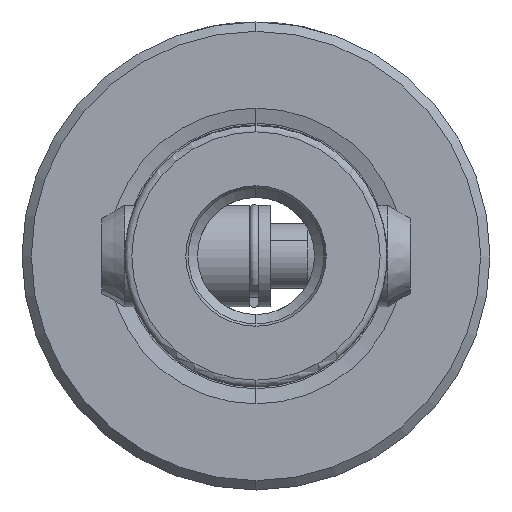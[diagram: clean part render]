
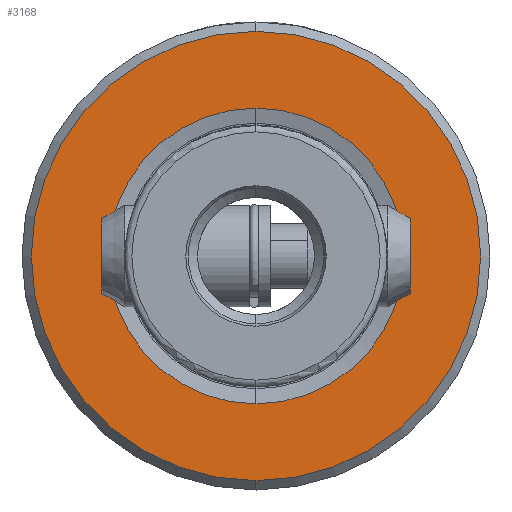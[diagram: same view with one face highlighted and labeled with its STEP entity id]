
A CAD part, left-side view. The second image highlights one B-rep face of the part: STEP entity #3168.
In plain terms, the highlighted face is planar.
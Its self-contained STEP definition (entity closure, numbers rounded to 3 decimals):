
#346 = DIRECTION ( 'NONE',  ( 1., 0., 0. ) ) ;
#532 = AXIS2_PLACEMENT_3D ( 'NONE', #3735, #4913, #346 ) ;
#781 = CARTESIAN_POINT ( 'NONE',  ( 0., 0., 90. ) ) ;
#850 = VERTEX_POINT ( 'NONE', #1963 ) ;
#1024 = EDGE_CURVE ( 'NONE', #3471, #850, #1766, .T. ) ;
#1191 = ORIENTED_EDGE ( 'NONE', *, *, #4572, .T. ) ;
#1201 = CARTESIAN_POINT ( 'NONE',  ( -15.795, 0., 90. ) ) ;
#1766 = CIRCLE ( 'NONE', #4727, 24. ) ;
#1794 = VERTEX_POINT ( 'NONE', #1201 ) ;
#1843 = AXIS2_PLACEMENT_3D ( 'NONE', #4563, #3474, #2360 ) ;
#1936 = DIRECTION ( 'NONE',  ( 0., 0., 1. ) ) ;
#1963 = CARTESIAN_POINT ( 'NONE',  ( -24., 0., 90. ) ) ;
#2047 = DIRECTION ( 'NONE',  ( 1., 0., 0. ) ) ;
#2192 = CARTESIAN_POINT ( 'NONE',  ( 15.795, 0., 90. ) ) ;
#2194 = AXIS2_PLACEMENT_3D ( 'NONE', #781, #4610, #4562 ) ;
#2360 = DIRECTION ( 'NONE',  ( 1., 0., 0. ) ) ;
#2490 = EDGE_LOOP ( 'NONE', ( #1191, #4780 ) ) ;
#2664 = EDGE_CURVE ( 'NONE', #1794, #4046, #4248, .T. ) ;
#2721 = ORIENTED_EDGE ( 'NONE', *, *, #3651, .F. ) ;
#2736 = EDGE_LOOP ( 'NONE', ( #2721, #3075 ) ) ;
#2817 = CIRCLE ( 'NONE', #1843, 15.795 ) ;
#3038 = CARTESIAN_POINT ( 'NONE',  ( 0., 0., 90. ) ) ;
#3075 = ORIENTED_EDGE ( 'NONE', *, *, #2664, .F. ) ;
#3141 = AXIS2_PLACEMENT_3D ( 'NONE', #3038, #1936, #4136 ) ;
#3168 = ADVANCED_FACE ( 'NONE', ( #3956, #4353 ), #4545, .T. ) ;
#3471 = VERTEX_POINT ( 'NONE', #3758 ) ;
#3474 = DIRECTION ( 'NONE',  ( 0., 0., 1. ) ) ;
#3536 = CIRCLE ( 'NONE', #532, 24. ) ;
#3651 = EDGE_CURVE ( 'NONE', #4046, #1794, #2817, .T. ) ;
#3735 = CARTESIAN_POINT ( 'NONE',  ( 0., 0., 90. ) ) ;
#3758 = CARTESIAN_POINT ( 'NONE',  ( 24., 0., 90. ) ) ;
#3928 = CARTESIAN_POINT ( 'NONE',  ( 0., 0., 90. ) ) ;
#3956 = FACE_BOUND ( 'NONE', #2736, .T. ) ;
#4046 = VERTEX_POINT ( 'NONE', #2192 ) ;
#4136 = DIRECTION ( 'NONE',  ( 1., 0., 0. ) ) ;
#4248 = CIRCLE ( 'NONE', #2194, 15.795 ) ;
#4308 = DIRECTION ( 'NONE',  ( 0., 0., 1. ) ) ;
#4353 = FACE_OUTER_BOUND ( 'NONE', #2490, .T. ) ;
#4545 = PLANE ( 'NONE',  #3141 ) ;
#4562 = DIRECTION ( 'NONE',  ( 1., 0., 0. ) ) ;
#4563 = CARTESIAN_POINT ( 'NONE',  ( 0., 0., 90. ) ) ;
#4572 = EDGE_CURVE ( 'NONE', #850, #3471, #3536, .T. ) ;
#4610 = DIRECTION ( 'NONE',  ( 0., 0., 1. ) ) ;
#4727 = AXIS2_PLACEMENT_3D ( 'NONE', #3928, #4308, #2047 ) ;
#4780 = ORIENTED_EDGE ( 'NONE', *, *, #1024, .T. ) ;
#4913 = DIRECTION ( 'NONE',  ( 0., 0., 1. ) ) ;
